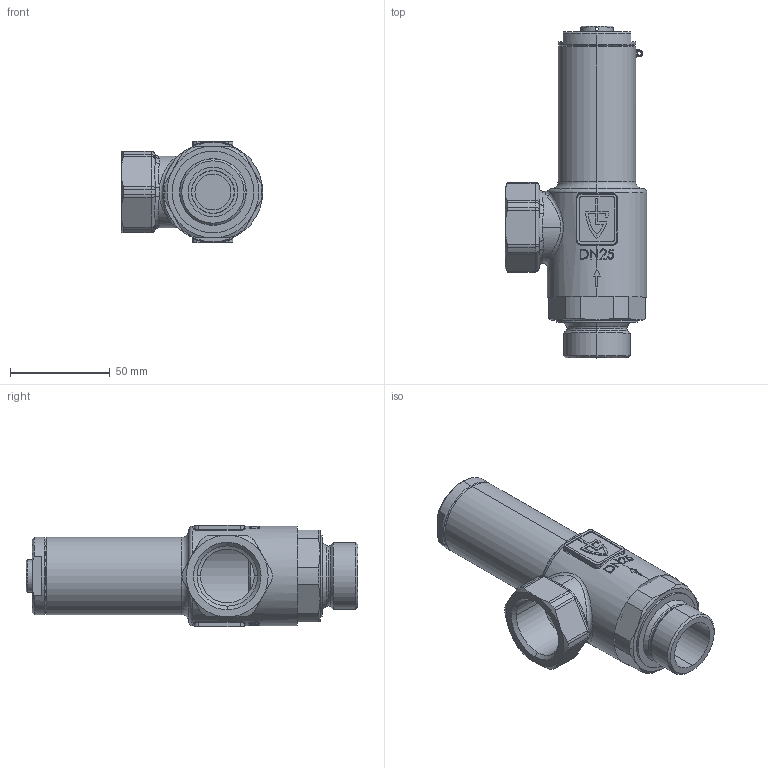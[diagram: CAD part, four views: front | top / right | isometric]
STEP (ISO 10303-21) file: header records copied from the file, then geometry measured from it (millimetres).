
FILE_DESCRIPTION (( 'STEP AP214' ), '1' );
FILE_NAME ('417tGFO-25-m+f-25+25 Dummy.STEP', '2013-01-30T14:12:23', ( 'Blankenhorn' ), ( '' ), 'SwSTEP 2.0', 'SolidWorks 2013', '' );
FILE_SCHEMA (( 'AUTOMOTIVE_DESIGN' ));
Length unit declared in the file: millimetre
Products named in the file (1): 417tGFO-25-m+f-25+25 Dummy
Bounding box: 71 x 166.56 x 51 mm (x, y, z)
Volume: 137224 mm3; surface area: 57718.3 mm2
Topology: 4 solids, 4 shells, 532 faces, 1336 edges, 838 vertices
Faces by surface type: plane 199, cylinder 146, bspline 78, cone 57, torus 52
Entity records: 27115 total; most frequent: CARTESIAN_POINT 8843, ORIENTED_EDGE 2672, DIRECTION 2481, EDGE_CURVE 1336, AXIS2_PLACEMENT_3D 950, VERTEX_POINT 838, LINE 581, VECTOR 581
